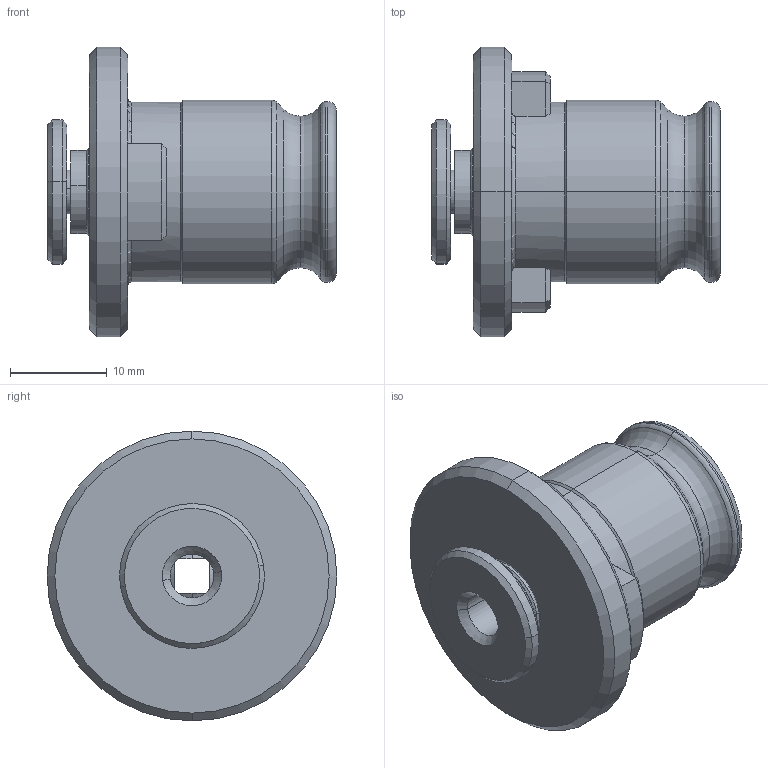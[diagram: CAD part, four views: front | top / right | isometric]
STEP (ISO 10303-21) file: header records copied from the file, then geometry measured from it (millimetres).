
FILE_DESCRIPTION (( 'STEP AP203' ), '1' );
FILE_NAME ('14-S.16.01.4534.STEP', '2019-04-16T05:39:58', ( 'Acer' ), ( '' ), 'SwSTEP 2.0', 'SolidWorks 2018', '' );
FILE_SCHEMA (( 'CONFIG_CONTROL_DESIGN' ));
Length unit declared in the file: millimetre
Products named in the file (1): 14-S.16.01.4534
Bounding box: 29.9 x 30 x 30 mm (x, y, z)
Surface area: 3744.4 mm2 (no closed solid volume)
Topology: 0 solids, 3 shells, 74 faces, 184 edges, 115 vertices
Faces by surface type: cylinder 20, cone 20, torus 17, plane 17
Entity records: 2423 total; most frequent: CARTESIAN_POINT 579, DIRECTION 402, ORIENTED_EDGE 336, EDGE_CURVE 184, AXIS2_PLACEMENT_3D 170, VERTEX_POINT 115, CIRCLE 95, EDGE_LOOP 82
